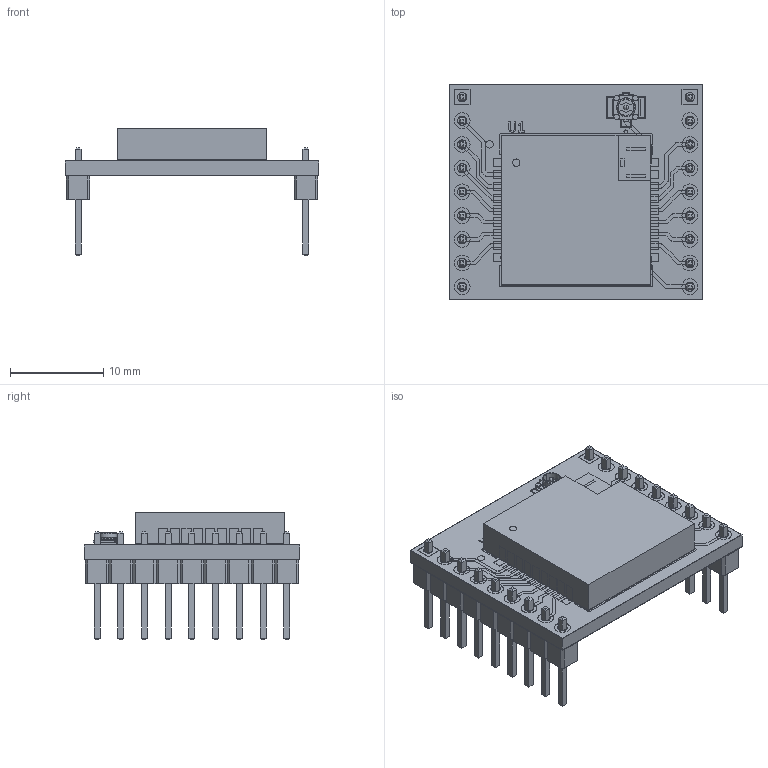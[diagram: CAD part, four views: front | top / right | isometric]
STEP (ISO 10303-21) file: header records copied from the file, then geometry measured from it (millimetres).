
FILE_DESCRIPTION(('KiCad electronic assembly'),'2;1');
FILE_NAME('DP-LORA-MODULE.step','2025-03-27T15:15:08',('Pcbnew'),( 'Kicad'),'Open CASCADE STEP processor 7.8','KiCad to STEP converter' ,'Unknown');
FILE_SCHEMA(('AUTOMOTIVE_DESIGN { 1 0 10303 214 1 1 1 1 }'));
Length unit declared in the file: millimetre
Products named in the file (10): DP-LORA-MODULE 1; DP-LORA-MODULE 1.1; MOD18_RA-08H_AIT; PinHeader_1x09_P2.54mm_Vertical; LoRa_copper; LoRa_pad; LoRa_via; LoRa_silkscreen; LoRa_soldermask; LoRa_PCB
Assembly tree (10 placements, depth 2):
  DP-LORA-MODULE 1
    DP-LORA-MODULE 1.1
    MOD18_RA-08H_AIT
    PinHeader_1x09_P2.54mm_Vertical  x2
    LoRa_copper
    LoRa_pad
    LoRa_via
    LoRa_silkscreen
    LoRa_soldermask
    LoRa_PCB
Bounding box: 27.2 x 23.1 x 13.63 mm (x, y, z)
Volume: 2129.6 mm3; surface area: 4925.4 mm2
Topology: 123 solids, 188 shells, 1382 faces, 4680 edges, 3650 vertices
Faces by surface type: plane 1125, cylinder 248, cone 5, torus 2, sphere 2
Full cylindrical faces by diameter (mm): 0.25 x1, 0.3 x4, 0.6 x1, 0.95 x54, 1 x36, 1.7 x32
Entity records: 48586 total; most frequent: CARTESIAN_POINT 9589, DIRECTION 7101, ORIENTED_EDGE 6551, EDGE_CURVE 4150, VERTEX_POINT 3322, LINE 2925, VECTOR 2925, AXIS2_PLACEMENT_3D 2088
